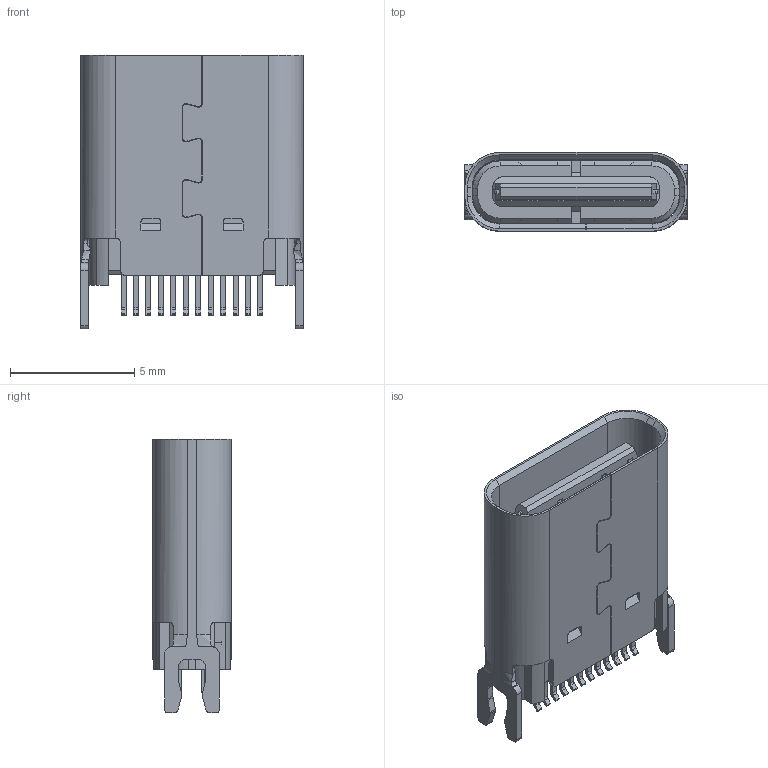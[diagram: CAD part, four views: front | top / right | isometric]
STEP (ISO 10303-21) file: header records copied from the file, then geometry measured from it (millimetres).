
FILE_DESCRIPTION(('STEP AP242'),'1');
FILE_NAME('xb-cf24p-1.stp','2023-01-16T19:35:08',('TraceParts'),('TraceParts S.A.'),'Spatial InterOp 3D',' ',' ');
FILE_SCHEMA(('AP242_MANAGED_MODEL_BASED_3D_ENGINEERING_MIM_LF {1 0 10303 442 1 1 4}'));
Length unit declared in the file: millimetre
Products named in the file (1): xb-cf24p-1
Bounding box: 8.94 x 3.16 x 11 mm (x, y, z)
Volume: 151 mm3; surface area: 620.6 mm2
Topology: 1 solids, 11 shells, 1223 faces, 3378 edges, 2195 vertices
Faces by surface type: plane 926, cylinder 220, cone 49, bspline 24, extrusion 4
Entity records: 45093 total; most frequent: CARTESIAN_POINT 8368, ORIENTED_EDGE 6756, DIRECTION 6151, EDGE_CURVE 3378, VECTOR 2655, LINE 2651, VERTEX_POINT 2195, AXIS2_PLACEMENT_3D 1748
